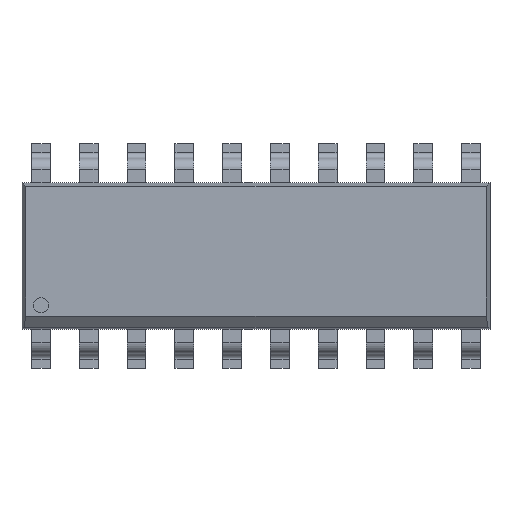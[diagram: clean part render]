
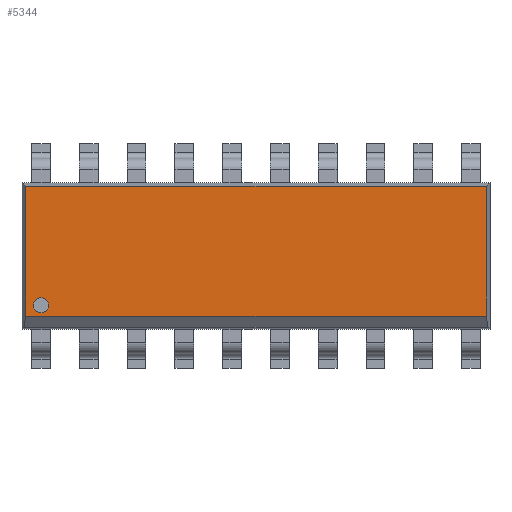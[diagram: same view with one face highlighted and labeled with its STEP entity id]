
A CAD part, top view. The second image highlights one B-rep face of the part: STEP entity #5344.
In plain terms, the highlighted planar face has unit normal (0, 0, 1).
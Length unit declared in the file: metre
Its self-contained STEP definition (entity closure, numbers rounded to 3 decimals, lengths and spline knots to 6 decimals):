
#303=CIRCLE('',#6069,0.0002);
#1761=ORIENTED_EDGE('',*,*,#2543,.T.);
#1762=ORIENTED_EDGE('',*,*,#2544,.T.);
#1763=ORIENTED_EDGE('',*,*,#2545,.T.);
#1764=ORIENTED_EDGE('',*,*,#2546,.T.);
#1765=ORIENTED_EDGE('',*,*,#2547,.T.);
#2543=EDGE_CURVE('',#3052,#3052,#303,.F.);
#2544=EDGE_CURVE('',#3053,#3054,#3636,.T.);
#2545=EDGE_CURVE('',#3054,#3055,#3637,.T.);
#2546=EDGE_CURVE('',#3055,#3056,#3638,.T.);
#2547=EDGE_CURVE('',#3056,#3053,#3639,.T.);
#3052=VERTEX_POINT('',#9161);
#3053=VERTEX_POINT('',#9163);
#3054=VERTEX_POINT('',#9164);
#3055=VERTEX_POINT('',#9166);
#3056=VERTEX_POINT('',#9168);
#3636=LINE('',#9162,#4227);
#3637=LINE('',#9165,#4228);
#3638=LINE('',#9167,#4229);
#3639=LINE('',#9169,#4230);
#4227=VECTOR('',#7589,1.);
#4228=VECTOR('',#7590,1.);
#4229=VECTOR('',#7591,1.);
#4230=VECTOR('',#7592,1.);
#4530=EDGE_LOOP('',(#1761));
#4531=EDGE_LOOP('',(#1762,#1763,#1764,#1765));
#4829=FACE_BOUND('',#4530,.T.);
#4830=FACE_BOUND('',#4531,.T.);
#5048=PLANE('',#6068);
#5344=ADVANCED_FACE('',(#4829,#4830),#5048,.T.);
#6068=AXIS2_PLACEMENT_3D('',#9159,#7585,#7586);
#6069=AXIS2_PLACEMENT_3D('',#9160,#7587,#7588);
#7585=DIRECTION('',(0.,0.,1.));
#7586=DIRECTION('',(1.,0.,0.));
#7587=DIRECTION('',(0.,0.,1.));
#7588=DIRECTION('',(1.,0.,0.));
#7589=DIRECTION('',(0.,-1.,0.));
#7590=DIRECTION('',(1.,0.,0.));
#7591=DIRECTION('',(0.,1.,0.));
#7592=DIRECTION('',(-1.,0.,0.));
#9159=CARTESIAN_POINT('',(0.,0.,0.00135));
#9160=CARTESIAN_POINT('',(-0.005715,-0.001315,0.00135));
#9161=CARTESIAN_POINT('',(-0.005515,-0.001315,0.00135));
#9162=CARTESIAN_POINT('',(-0.00612,-0.00195,0.00135));
#9163=CARTESIAN_POINT('',(-0.00612,0.00185,0.00135));
#9164=CARTESIAN_POINT('',(-0.00612,-0.0016,0.00135));
#9165=CARTESIAN_POINT('',(0.,-0.0016,0.00135));
#9166=CARTESIAN_POINT('',(0.00612,-0.0016,0.00135));
#9167=CARTESIAN_POINT('',(0.00612,0.,0.00135));
#9168=CARTESIAN_POINT('',(0.00612,0.00185,0.00135));
#9169=CARTESIAN_POINT('',(0.,0.00185,0.00135));
